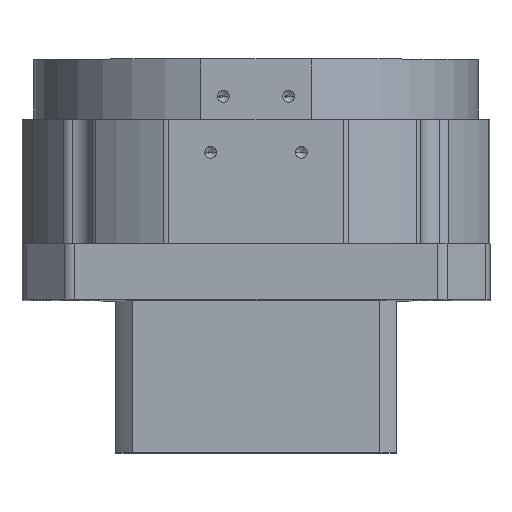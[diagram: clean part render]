
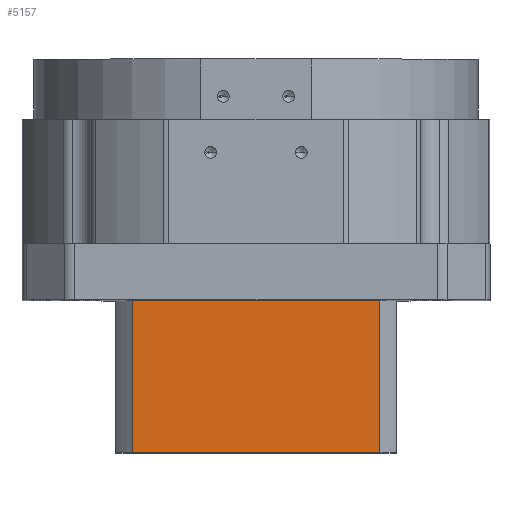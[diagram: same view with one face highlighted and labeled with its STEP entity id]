
A CAD part, top view. The second image highlights one B-rep face of the part: STEP entity #5157.
In plain terms, the highlighted planar face has unit normal (0, 0, 1).
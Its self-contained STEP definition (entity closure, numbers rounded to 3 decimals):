
#94 = CARTESIAN_POINT ( 'NONE',  ( 26.458, -32.5, -22.4 ) ) ;
#109 = VECTOR ( 'NONE', #6054, 1000. ) ;
#359 = LINE ( 'NONE', #1877, #7615 ) ;
#855 = LINE ( 'NONE', #5111, #109 ) ;
#983 = CARTESIAN_POINT ( 'NONE',  ( 31.257, 0., -22.4 ) ) ;
#1282 = LINE ( 'NONE', #983, #6785 ) ;
#1559 = VERTEX_POINT ( 'NONE', #5756 ) ;
#1877 = CARTESIAN_POINT ( 'NONE',  ( 26.458, 21.889, -22.4 ) ) ;
#2000 = FACE_OUTER_BOUND ( 'NONE', #5615, .T. ) ;
#2014 = ORIENTED_EDGE ( 'NONE', *, *, #8983, .T. ) ;
#3016 = VERTEX_POINT ( 'NONE', #8991 ) ;
#3990 = ORIENTED_EDGE ( 'NONE', *, *, #9240, .F. ) ;
#4089 = PLANE ( 'NONE',  #7409 ) ;
#4815 = DIRECTION ( 'NONE',  ( 1., 0., 0. ) ) ;
#4833 = DIRECTION ( 'NONE',  ( 0., -1., 0. ) ) ;
#4855 = CARTESIAN_POINT ( 'NONE',  ( 26.458, 0., -22.4 ) ) ;
#4993 = CARTESIAN_POINT ( 'NONE',  ( 0., -32.5, -22.4 ) ) ;
#5111 = CARTESIAN_POINT ( 'NONE',  ( -26.458, -32.5, -22.4 ) ) ;
#5122 = VERTEX_POINT ( 'NONE', #4855 ) ;
#5157 = ADVANCED_FACE ( 'NONE', ( #2000 ), #4089, .T. ) ;
#5615 = EDGE_LOOP ( 'NONE', ( #5920, #6704, #2014, #3990 ) ) ;
#5756 = CARTESIAN_POINT ( 'NONE',  ( -26.458, 0., -22.4 ) ) ;
#5920 = ORIENTED_EDGE ( 'NONE', *, *, #7285, .F. ) ;
#6054 = DIRECTION ( 'NONE',  ( 0., -1., 0. ) ) ;
#6704 = ORIENTED_EDGE ( 'NONE', *, *, #7052, .T. ) ;
#6785 = VECTOR ( 'NONE', #4815, 1000. ) ;
#7052 = EDGE_CURVE ( 'NONE', #1559, #3016, #855, .T. ) ;
#7168 = LINE ( 'NONE', #4993, #11736 ) ;
#7285 = EDGE_CURVE ( 'NONE', #1559, #5122, #1282, .T. ) ;
#7409 = AXIS2_PLACEMENT_3D ( 'NONE', #11440, #7776, #9623 ) ;
#7615 = VECTOR ( 'NONE', #4833, 1000. ) ;
#7776 = DIRECTION ( 'NONE',  ( 0., 0., 1. ) ) ;
#7831 = DIRECTION ( 'NONE',  ( 1., 0., 0. ) ) ;
#8983 = EDGE_CURVE ( 'NONE', #3016, #9245, #7168, .T. ) ;
#8991 = CARTESIAN_POINT ( 'NONE',  ( -26.458, -32.5, -22.4 ) ) ;
#9240 = EDGE_CURVE ( 'NONE', #5122, #9245, #359, .T. ) ;
#9245 = VERTEX_POINT ( 'NONE', #94 ) ;
#9623 = DIRECTION ( 'NONE',  ( 1., 0., 0. ) ) ;
#11440 = CARTESIAN_POINT ( 'NONE',  ( 0., -32.5, -22.4 ) ) ;
#11736 = VECTOR ( 'NONE', #7831, 1000. ) ;
